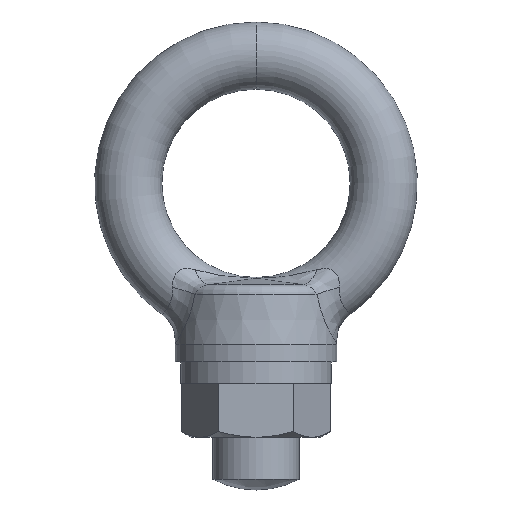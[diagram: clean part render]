
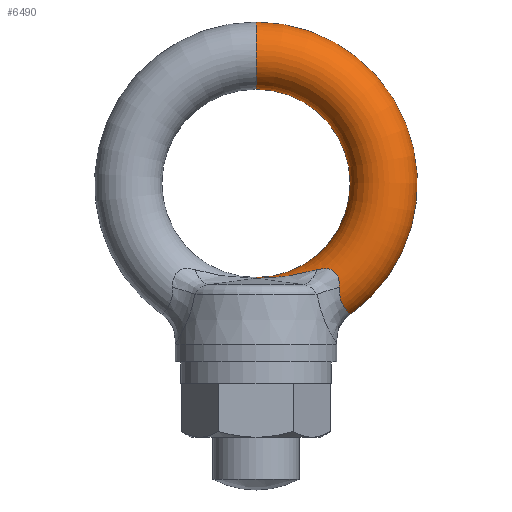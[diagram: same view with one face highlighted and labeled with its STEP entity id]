
A CAD part, front view. The second image highlights one B-rep face of the part: STEP entity #6490.
In plain terms, the highlighted toroidal (fillet/blend) face has major radius 23.75 mm and minor radius 6.25 mm.
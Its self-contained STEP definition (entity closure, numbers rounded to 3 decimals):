
#1850 = CARTESIAN_POINT ( 'NONE',  ( 0., 0., -17.5 ) ) ;
#1851 = DIRECTION ( 'NONE',  ( 0., 0., 1. ) ) ;
#1866 = DIRECTION ( 'NONE',  ( -1., 0., 0. ) ) ;
#1867 = CARTESIAN_POINT ( 'NONE',  ( 0., 0., -23.75 ) ) ;
#1868 = AXIS2_PLACEMENT_3D ( 'NONE', #1867, #1866, #1851 ) ;
#1869 = CIRCLE ( 'NONE', #1868, 6.25 ) ;
#1918 = CARTESIAN_POINT ( 'NONE',  ( 0., 0., 17.5 ) ) ;
#2032 = DIRECTION ( 'NONE',  ( 1., 0., 0. ) ) ;
#2033 = CARTESIAN_POINT ( 'NONE',  ( 0., 0., 23.75 ) ) ;
#2034 = AXIS2_PLACEMENT_3D ( 'NONE', #2033, #2032, #2074 ) ;
#2035 = CIRCLE ( 'NONE', #2034, 6.25 ) ;
#2044 = CARTESIAN_POINT ( 'NONE',  ( 0., -1.134, -17.604 ) ) ;
#2074 = DIRECTION ( 'NONE',  ( 0., 0., -1. ) ) ;
#2120 = B_SPLINE_CURVE_WITH_KNOTS ( 'NONE', 3,
 ( #2164, #2163, #2162, #2161, #2160, #2159, #2158, #2157, #2156, #2155, #2154, #2153, #2152, #2151 ),
 .UNSPECIFIED., .F., .F.,
 ( 4, 2, 2, 2, 2, 2, 4 ),
 ( 0.012, 0.013, 0.014, 0.015, 0.018, 0.021, 0.024 ),
 .UNSPECIFIED. ) ;
#2121 = CARTESIAN_POINT ( 'NONE',  ( 11.402, -4.745, -16.043 ) ) ;
#2145 = CARTESIAN_POINT ( 'NONE',  ( 13.21, -5.408, -15.821 ) ) ;
#2146 = CARTESIAN_POINT ( 'NONE',  ( 12.693, -5.198, -15.809 ) ) ;
#2147 = CARTESIAN_POINT ( 'NONE',  ( 12.436, -5.098, -15.832 ) ) ;
#2148 = CARTESIAN_POINT ( 'NONE',  ( 11.92, -4.912, -15.914 ) ) ;
#2149 = CARTESIAN_POINT ( 'NONE',  ( 11.662, -4.825, -15.973 ) ) ;
#2150 = CARTESIAN_POINT ( 'NONE',  ( 11.402, -4.745, -16.043 ) ) ;
#2151 = CARTESIAN_POINT ( 'NONE',  ( 11.402, -4.745, -16.043 ) ) ;
#2152 = CARTESIAN_POINT ( 'NONE',  ( 10.467, -4.456, -16.294 ) ) ;
#2153 = CARTESIAN_POINT ( 'NONE',  ( 9.534, -4.15, -16.53 ) ) ;
#2154 = CARTESIAN_POINT ( 'NONE',  ( 7.664, -3.523, -16.943 ) ) ;
#2155 = CARTESIAN_POINT ( 'NONE',  ( 6.725, -3.203, -17.121 ) ) ;
#2156 = CARTESIAN_POINT ( 'NONE',  ( 4.837, -2.556, -17.399 ) ) ;
#2157 = CARTESIAN_POINT ( 'NONE',  ( 3.886, -2.228, -17.5 ) ) ;
#2158 = CARTESIAN_POINT ( 'NONE',  ( 2.449, -1.742, -17.582 ) ) ;
#2159 = CARTESIAN_POINT ( 'NONE',  ( 1.969, -1.58, -17.598 ) ) ;
#2160 = CARTESIAN_POINT ( 'NONE',  ( 1.243, -1.358, -17.607 ) ) ;
#2161 = CARTESIAN_POINT ( 'NONE',  ( 1., -1.287, -17.607 ) ) ;
#2162 = CARTESIAN_POINT ( 'NONE',  ( 0.506, -1.174, -17.605 ) ) ;
#2163 = CARTESIAN_POINT ( 'NONE',  ( 0.254, -1.134, -17.604 ) ) ;
#2164 = CARTESIAN_POINT ( 'NONE',  ( 0., -1.134, -17.604 ) ) ;
#2166 = B_SPLINE_CURVE_WITH_KNOTS ( 'NONE', 3,
 ( #2150, #2149, #2148, #2147, #2146, #2145, #2223, #2222, #2221, #2220, #2219, #2218, #2217, #2216, #2215, #2214, #2213, #2212, #2211, #2210 ),
 .UNSPECIFIED., .F., .F.,
 ( 4, 2, 2, 2, 2, 2, 2, 2, 2, 4 ),
 ( 0., 0.001, 0.002, 0.002, 0.003, 0.004, 0.004, 0.005, 0.006, 0.007 ),
 .UNSPECIFIED. ) ;
#2190 = TOROIDAL_SURFACE ( 'NONE', #2263, 23.75, 6.25 ) ;
#2196 = FACE_OUTER_BOUND ( 'NONE', #6491, .T. ) ;
#2210 = CARTESIAN_POINT ( 'NONE',  ( 15.513, -6.163, -19.337 ) ) ;
#2211 = CARTESIAN_POINT ( 'NONE',  ( 15.532, -6.198, -19.056 ) ) ;
#2212 = CARTESIAN_POINT ( 'NONE',  ( 15.528, -6.224, -18.773 ) ) ;
#2213 = CARTESIAN_POINT ( 'NONE',  ( 15.467, -6.253, -18.216 ) ) ;
#2214 = CARTESIAN_POINT ( 'NONE',  ( 15.411, -6.255, -17.942 ) ) ;
#2215 = CARTESIAN_POINT ( 'NONE',  ( 15.235, -6.225, -17.402 ) ) ;
#2216 = CARTESIAN_POINT ( 'NONE',  ( 15.116, -6.192, -17.142 ) ) ;
#2217 = CARTESIAN_POINT ( 'NONE',  ( 14.89, -6.114, -16.794 ) ) ;
#2218 = CARTESIAN_POINT ( 'NONE',  ( 14.807, -6.083, -16.684 ) ) ;
#2219 = CARTESIAN_POINT ( 'NONE',  ( 14.625, -6.012, -16.481 ) ) ;
#2220 = CARTESIAN_POINT ( 'NONE',  ( 14.525, -5.971, -16.387 ) ) ;
#2221 = CARTESIAN_POINT ( 'NONE',  ( 14.208, -5.838, -16.139 ) ) ;
#2222 = CARTESIAN_POINT ( 'NONE',  ( 13.969, -5.734, -16.015 ) ) ;
#2223 = CARTESIAN_POINT ( 'NONE',  ( 13.472, -5.52, -15.858 ) ) ;
#2231 = CARTESIAN_POINT ( 'NONE',  ( 17.466, 0., -24.391 ) ) ;
#2232 = CARTESIAN_POINT ( 'NONE',  ( 17.466, -0.378, -24.391 ) ) ;
#2233 = CARTESIAN_POINT ( 'NONE',  ( 17.442, -0.756, -24.367 ) ) ;
#2234 = CARTESIAN_POINT ( 'NONE',  ( 17.347, -1.51, -24.264 ) ) ;
#2235 = CARTESIAN_POINT ( 'NONE',  ( 17.276, -1.876, -24.188 ) ) ;
#2236 = CARTESIAN_POINT ( 'NONE',  ( 17.142, -2.406, -24.034 ) ) ;
#2237 = CARTESIAN_POINT ( 'NONE',  ( 17.093, -2.58, -23.977 ) ) ;
#2238 = CARTESIAN_POINT ( 'NONE',  ( 16.986, -2.922, -23.848 ) ) ;
#2239 = CARTESIAN_POINT ( 'NONE',  ( 16.927, -3.09, -23.776 ) ) ;
#2240 = CARTESIAN_POINT ( 'NONE',  ( 16.744, -3.58, -23.54 ) ) ;
#2241 = CARTESIAN_POINT ( 'NONE',  ( 16.61, -3.884, -23.357 ) ) ;
#2242 = CARTESIAN_POINT ( 'NONE',  ( 16.336, -4.45, -22.931 ) ) ;
#2243 = CARTESIAN_POINT ( 'NONE',  ( 16.193, -4.713, -22.685 ) ) ;
#2244 = CARTESIAN_POINT ( 'NONE',  ( 15.934, -5.172, -22.141 ) ) ;
#2245 = CARTESIAN_POINT ( 'NONE',  ( 15.816, -5.371, -21.842 ) ) ;
#2246 = CARTESIAN_POINT ( 'NONE',  ( 15.627, -5.707, -21.183 ) ) ;
#2247 = CARTESIAN_POINT ( 'NONE',  ( 15.559, -5.843, -20.822 ) ) ;
#2248 = CARTESIAN_POINT ( 'NONE',  ( 15.49, -6.046, -20.092 ) ) ;
#2255 = CARTESIAN_POINT ( 'NONE',  ( 15.488, -6.115, -19.718 ) ) ;
#2256 = CARTESIAN_POINT ( 'NONE',  ( 15.513, -6.163, -19.337 ) ) ;
#2257 = CARTESIAN_POINT ( 'NONE',  ( 15.513, -6.163, -19.337 ) ) ;
#2258 = B_SPLINE_CURVE_WITH_KNOTS ( 'NONE', 3,
 ( #2256, #2255, #2248, #2247, #2246, #2245, #2244, #2243, #2242, #2241, #2240, #2239, #2238, #2237, #2236, #2235, #2234, #2233, #2232, #2231 ),
 .UNSPECIFIED., .F., .F.,
 ( 4, 2, 2, 2, 2, 2, 2, 2, 2, 4 ),
 ( 0., 0.001, 0.002, 0.003, 0.005, 0.006, 0.006, 0.007, 0.008, 0.009 ),
 .UNSPECIFIED. ) ;
#2260 = DIRECTION ( 'NONE',  ( 0., 0., -1. ) ) ;
#2261 = DIRECTION ( 'NONE',  ( 0., -1., 0. ) ) ;
#2262 = CARTESIAN_POINT ( 'NONE',  ( 0., 0., 0. ) ) ;
#2263 = AXIS2_PLACEMENT_3D ( 'NONE', #2262, #2261, #2260 ) ;
#6248 = VERTEX_POINT ( 'NONE', #9249 ) ;
#6249 = ORIENTED_EDGE ( 'NONE', *, *, #6250, .T. ) ;
#6250 = EDGE_CURVE ( 'NONE', #6248, #6383, #9248, .T. ) ;
#6251 = ORIENTED_EDGE ( 'NONE', *, *, #6448, .T. ) ;
#6252 = ORIENTED_EDGE ( 'NONE', *, *, #6253, .F. ) ;
#6253 = EDGE_CURVE ( 'NONE', #6388, #6414, #9243, .T. ) ;
#6254 = ORIENTED_EDGE ( 'NONE', *, *, #6387, .F. ) ;
#6255 = ORIENTED_EDGE ( 'NONE', *, *, #6474, .T. ) ;
#6383 = VERTEX_POINT ( 'NONE', #9982 ) ;
#6387 = EDGE_CURVE ( 'NONE', #6463, #6388, #1869, .T. ) ;
#6388 = VERTEX_POINT ( 'NONE', #1850 ) ;
#6414 = VERTEX_POINT ( 'NONE', #1918 ) ;
#6448 = EDGE_CURVE ( 'NONE', #6383, #6414, #2035, .T. ) ;
#6463 = VERTEX_POINT ( 'NONE', #2044 ) ;
#6474 = EDGE_CURVE ( 'NONE', #6463, #6475, #2120, .T. ) ;
#6475 = VERTEX_POINT ( 'NONE', #2121 ) ;
#6476 = ORIENTED_EDGE ( 'NONE', *, *, #6477, .T. ) ;
#6477 = EDGE_CURVE ( 'NONE', #6475, #6494, #2166, .T. ) ;
#6490 = ADVANCED_FACE ( 'NONE', ( #2196 ), #2190, .T. ) ;
#6491 = EDGE_LOOP ( 'NONE', ( #6492, #6249, #6251, #6252, #6254, #6255, #6476 ) ) ;
#6492 = ORIENTED_EDGE ( 'NONE', *, *, #6493, .T. ) ;
#6493 = EDGE_CURVE ( 'NONE', #6494, #6248, #2258, .T. ) ;
#6494 = VERTEX_POINT ( 'NONE', #2257 ) ;
#9239 = DIRECTION ( 'NONE',  ( 0., 0., -1. ) ) ;
#9240 = DIRECTION ( 'NONE',  ( 0., -1., 0. ) ) ;
#9241 = CARTESIAN_POINT ( 'NONE',  ( 0., 0., 0. ) ) ;
#9242 = AXIS2_PLACEMENT_3D ( 'NONE', #9241, #9240, #9239 ) ;
#9243 = CIRCLE ( 'NONE', #9242, 17.5 ) ;
#9244 = DIRECTION ( 'NONE',  ( 0., 0., -1. ) ) ;
#9245 = DIRECTION ( 'NONE',  ( 0., -1., 0. ) ) ;
#9246 = CARTESIAN_POINT ( 'NONE',  ( 0., 0., 0. ) ) ;
#9247 = AXIS2_PLACEMENT_3D ( 'NONE', #9246, #9245, #9244 ) ;
#9248 = CIRCLE ( 'NONE', #9247, 30. ) ;
#9249 = CARTESIAN_POINT ( 'NONE',  ( 17.466, 0., -24.391 ) ) ;
#9982 = CARTESIAN_POINT ( 'NONE',  ( 0., 0., 30. ) ) ;
